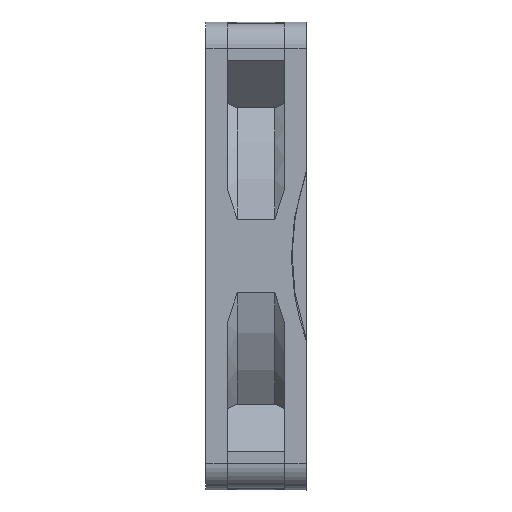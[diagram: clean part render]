
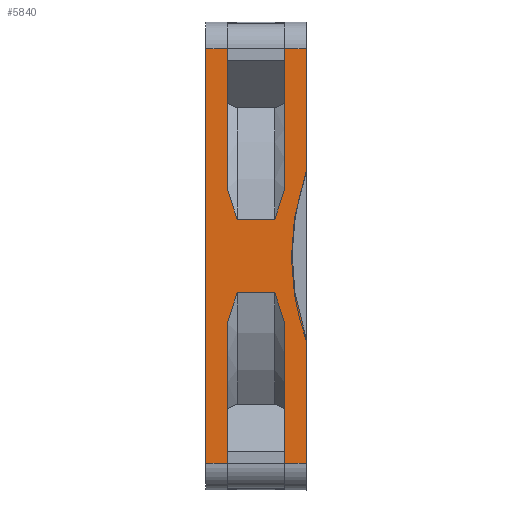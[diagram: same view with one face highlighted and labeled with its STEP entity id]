
A CAD part, left-side view. The second image highlights one B-rep face of the part: STEP entity #5840.
In plain terms, the highlighted planar face has unit normal (-1, 0, 0).
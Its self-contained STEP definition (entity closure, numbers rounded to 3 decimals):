
#500=DIRECTION('',(0.,0.,1.));
#501=VECTOR('',#500,18.696);
#502=CARTESIAN_POINT('',(-35.,0.,-31.));
#503=LINE('',#502,#501);
#518=DIRECTION('',(0.,0.,1.));
#519=VECTOR('',#518,18.696);
#520=CARTESIAN_POINT('',(-35.,0.,12.304));
#521=LINE('',#520,#519);
#862=DIRECTION('',(0.,0.,1.));
#863=VECTOR('',#862,20.895);
#864=CARTESIAN_POINT('',(-35.,3.2,-31.));
#865=LINE('',#864,#863);
#905=DIRECTION('',(0.,0.,1.));
#906=VECTOR('',#905,20.895);
#907=CARTESIAN_POINT('',(-35.,3.2,10.105));
#908=LINE('',#907,#906);
#1093=DIRECTION('',(0.,0.,1.));
#1094=VECTOR('',#1093,20.895);
#1095=CARTESIAN_POINT('',(-35.,11.8,10.105));
#1096=LINE('',#1095,#1094);
#1136=DIRECTION('',(0.,0.,1.));
#1137=VECTOR('',#1136,20.895);
#1138=CARTESIAN_POINT('',(-35.,11.8,-31.));
#1139=LINE('',#1138,#1137);
#1265=DIRECTION('',(0.,-1.,0.));
#1266=VECTOR('',#1265,5.6);
#1267=CARTESIAN_POINT('',(-35.,10.3,5.5));
#1268=LINE('',#1267,#1266);
#1289=DIRECTION('',(0.,1.,0.));
#1290=VECTOR('',#1289,3.2);
#1291=CARTESIAN_POINT('',(-35.,11.8,31.));
#1292=LINE('',#1291,#1290);
#1293=DIRECTION('',(0.,-1.,0.));
#1294=VECTOR('',#1293,5.6);
#1295=CARTESIAN_POINT('',(-35.,10.3,
-5.5));
#1296=LINE('',#1295,#1294);
#1297=DIRECTION('',(0.,1.,0.));
#1298=VECTOR('',#1297,3.2);
#1299=CARTESIAN_POINT('',(-35.,11.8,-31.));
#1300=LINE('',#1299,#1298);
#1301=DIRECTION('',(0.,0.,1.));
#1302=VECTOR('',#1301,62.);
#1303=CARTESIAN_POINT('',(-35.,15.,-31.));
#1304=LINE('',#1303,#1302);
#1305=DIRECTION('',(0.,-1.,0.));
#1306=VECTOR('',#1305,3.2);
#1307=CARTESIAN_POINT('',(-35.,3.2,31.));
#1308=LINE('',#1307,#1306);
#1309=DIRECTION('',(0.,-1.,0.));
#1310=VECTOR('',#1309,3.2);
#1311=CARTESIAN_POINT('',(-35.,3.2,-31.));
#1312=LINE('',#1311,#1310);
#1335=CARTESIAN_POINT('',(-35.,11.8,
-10.105));
#1336=CARTESIAN_POINT('',(-35.,11.471,
-9.315));
#1337=CARTESIAN_POINT('',(-35.,10.895,
-7.758));
#1338=CARTESIAN_POINT('',(-35.,10.473,
-6.245));
#1339=CARTESIAN_POINT('',(-35.,10.3,
-5.5));
#1362=CARTESIAN_POINT('',(-35.,4.7,
-5.5));
#1363=CARTESIAN_POINT('',(-35.,4.527,
-6.245));
#1364=CARTESIAN_POINT('',(-35.,4.105,
-7.758));
#1365=CARTESIAN_POINT('',(-35.,3.528,
-9.316));
#1366=CARTESIAN_POINT('',(-35.,3.2,
-10.105));
#1438=CARTESIAN_POINT('',(-35.,10.3,5.5));
#1439=CARTESIAN_POINT('',(-35.,10.473,6.245));
#1440=CARTESIAN_POINT('',(-35.,10.895,7.758));
#1441=CARTESIAN_POINT('',(-35.,11.472,9.316));
#1442=CARTESIAN_POINT('',(-35.,11.8,10.105));
#1515=CARTESIAN_POINT('',(-35.,3.2,10.105));
#1516=CARTESIAN_POINT('',(-35.,3.529,9.315));
#1517=CARTESIAN_POINT('',(-35.,4.105,7.758));
#1518=CARTESIAN_POINT('',(-35.,4.527,6.245));
#1519=CARTESIAN_POINT('',(-35.,4.7,5.5));
#1576=CARTESIAN_POINT('',(-35.,0.,
-12.304));
#1577=CARTESIAN_POINT('',(-35.,0.403,
-11.09));
#1578=CARTESIAN_POINT('',(-35.,1.093,
-8.688));
#1579=CARTESIAN_POINT('',(-35.,1.773,
-5.187));
#1580=CARTESIAN_POINT('',(-35.,2.114,
-1.725));
#1581=CARTESIAN_POINT('',(-35.,2.114,1.725));
#1582=CARTESIAN_POINT('',(-35.,1.773,5.187));
#1583=CARTESIAN_POINT('',(-35.,1.093,8.688));
#1584=CARTESIAN_POINT('',(-35.,0.403,
11.09));
#1585=CARTESIAN_POINT('',(-35.,0.,12.304));
#3839=CARTESIAN_POINT('',(-35.,0.,-31.));
#3841=VERTEX_POINT('',#3839);
#3845=CARTESIAN_POINT('',(-35.,3.2,-31.));
#3846=VERTEX_POINT('',#3845);
#3848=CARTESIAN_POINT('',(-35.,0.,31.));
#3850=VERTEX_POINT('',#3848);
#3851=CARTESIAN_POINT('',(-35.,3.2,31.));
#3852=VERTEX_POINT('',#3851);
#3864=CARTESIAN_POINT('',(-35.,11.8,-31.));
#3866=VERTEX_POINT('',#3864);
#3867=CARTESIAN_POINT('',(-35.,11.8,31.));
#3869=VERTEX_POINT('',#3867);
#3880=CARTESIAN_POINT('',(-35.,15.,-31.));
#3882=VERTEX_POINT('',#3880);
#3883=CARTESIAN_POINT('',(-35.,15.,31.));
#3885=VERTEX_POINT('',#3883);
#3989=CARTESIAN_POINT('',(-35.,0.,
-12.304));
#3990=VERTEX_POINT('',#3989);
#3991=CARTESIAN_POINT('',(-35.,0.,12.304));
#3992=VERTEX_POINT('',#3991);
#4089=CARTESIAN_POINT('',(-35.,3.2,
-10.105));
#4090=VERTEX_POINT('',#4089);
#4091=CARTESIAN_POINT('',(-35.,3.2,10.105));
#4092=VERTEX_POINT('',#4091);
#4109=CARTESIAN_POINT('',(-35.,11.8,
-10.105));
#4110=VERTEX_POINT('',#4109);
#4111=CARTESIAN_POINT('',(-35.,11.8,10.105));
#4112=VERTEX_POINT('',#4111);
#4125=CARTESIAN_POINT('',(-35.,10.3,
-5.5));
#4126=CARTESIAN_POINT('',(-35.,4.7,
-5.5));
#4127=VERTEX_POINT('',#4125);
#4128=VERTEX_POINT('',#4126);
#4129=CARTESIAN_POINT('',(-35.,10.3,5.5));
#4130=CARTESIAN_POINT('',(-35.,4.7,5.5));
#4131=VERTEX_POINT('',#4129);
#4132=VERTEX_POINT('',#4130);
#5806=CARTESIAN_POINT('',(-35.,0.,-35.));
#5807=DIRECTION('',(-1.,0.,0.));
#5808=DIRECTION('',(0.,0.,1.));
#5809=AXIS2_PLACEMENT_3D('',#5806,#5807,#5808);
#5810=PLANE('',#5809);
#5812=ORIENTED_EDGE('',*,*,#5811,.F.);
#5814=ORIENTED_EDGE('',*,*,#5813,.F.);
#5815=ORIENTED_EDGE('',*,*,#5632,.F.);
#5817=ORIENTED_EDGE('',*,*,#5816,.T.);
#5818=ORIENTED_EDGE('',*,*,#5148,.T.);
#5819=ORIENTED_EDGE('',*,*,#5799,.F.);
#5820=ORIENTED_EDGE('',*,*,#5601,.F.);
#5822=ORIENTED_EDGE('',*,*,#5821,.F.);
#5823=ORIENTED_EDGE('',*,*,#5753,.T.);
#5825=ORIENTED_EDGE('',*,*,#5824,.F.);
#5826=ORIENTED_EDGE('',*,*,#5401,.T.);
#5828=ORIENTED_EDGE('',*,*,#5827,.T.);
#5829=ORIENTED_EDGE('',*,*,#4924,.F.);
#5831=ORIENTED_EDGE('',*,*,#5830,.F.);
#5832=ORIENTED_EDGE('',*,*,#4916,.F.);
#5834=ORIENTED_EDGE('',*,*,#5833,.F.);
#5835=ORIENTED_EDGE('',*,*,#5369,.T.);
#5837=ORIENTED_EDGE('',*,*,#5836,.F.);
#5838=EDGE_LOOP('',(#5812,#5814,#5815,#5817,#5818,#5819,#5820,#5822,#5823,#5825,
#5826,#5828,#5829,#5831,#5832,#5834,#5835,#5837));
#5839=FACE_OUTER_BOUND('',#5838,.F.);
#1340=B_SPLINE_CURVE_WITH_KNOTS('',3,(#1335,#1336,#1337,#1338,#1339),
.UNSPECIFIED.,.F.,.F.,(4,1,4),(0.,0.5,1.),.UNSPECIFIED.);
#1367=B_SPLINE_CURVE_WITH_KNOTS('',3,(#1362,#1363,#1364,#1365,#1366),
.UNSPECIFIED.,.F.,.F.,(4,1,4),(0.,0.5,1.),.UNSPECIFIED.);
#1443=B_SPLINE_CURVE_WITH_KNOTS('',3,(#1438,#1439,#1440,#1441,#1442),
.UNSPECIFIED.,.F.,.F.,(4,1,4),(0.,0.5,1.),.UNSPECIFIED.);
#1520=B_SPLINE_CURVE_WITH_KNOTS('',3,(#1515,#1516,#1517,#1518,#1519),
.UNSPECIFIED.,.F.,.F.,(4,1,4),(0.,0.5,1.),.UNSPECIFIED.);
#1586=B_SPLINE_CURVE_WITH_KNOTS('',3,(#1576,#1577,#1578,#1579,#1580,#1581,#1582,
#1583,#1584,#1585),.UNSPECIFIED.,.F.,.F.,(4,1,1,1,1,1,1,4),(0.,
0.143,0.286,0.429,0.571,
0.714,0.857,1.),.UNSPECIFIED.);
#4916=EDGE_CURVE('',#3841,#3990,#503,.T.);
#4924=EDGE_CURVE('',#3992,#3850,#521,.T.);
#5148=EDGE_CURVE('',#3882,#3885,#1304,.T.);
#5369=EDGE_CURVE('',#3846,#4090,#865,.T.);
#5401=EDGE_CURVE('',#4092,#3852,#908,.T.);
#5601=EDGE_CURVE('',#4112,#3869,#1096,.T.);
#5632=EDGE_CURVE('',#3866,#4110,#1139,.T.);
#5753=EDGE_CURVE('',#4131,#4132,#1268,.T.);
#5799=EDGE_CURVE('',#3869,#3885,#1292,.T.);
#5811=EDGE_CURVE('',#4127,#4128,#1296,.T.);
#5813=EDGE_CURVE('',#4110,#4127,#1340,.T.);
#5816=EDGE_CURVE('',#3866,#3882,#1300,.T.);
#5821=EDGE_CURVE('',#4131,#4112,#1443,.T.);
#5824=EDGE_CURVE('',#4092,#4132,#1520,.T.);
#5827=EDGE_CURVE('',#3852,#3850,#1308,.T.);
#5830=EDGE_CURVE('',#3990,#3992,#1586,.T.);
#5833=EDGE_CURVE('',#3846,#3841,#1312,.T.);
#5836=EDGE_CURVE('',#4128,#4090,#1367,.T.);
#5840=ADVANCED_FACE('',(#5839),#5810,.T.);
